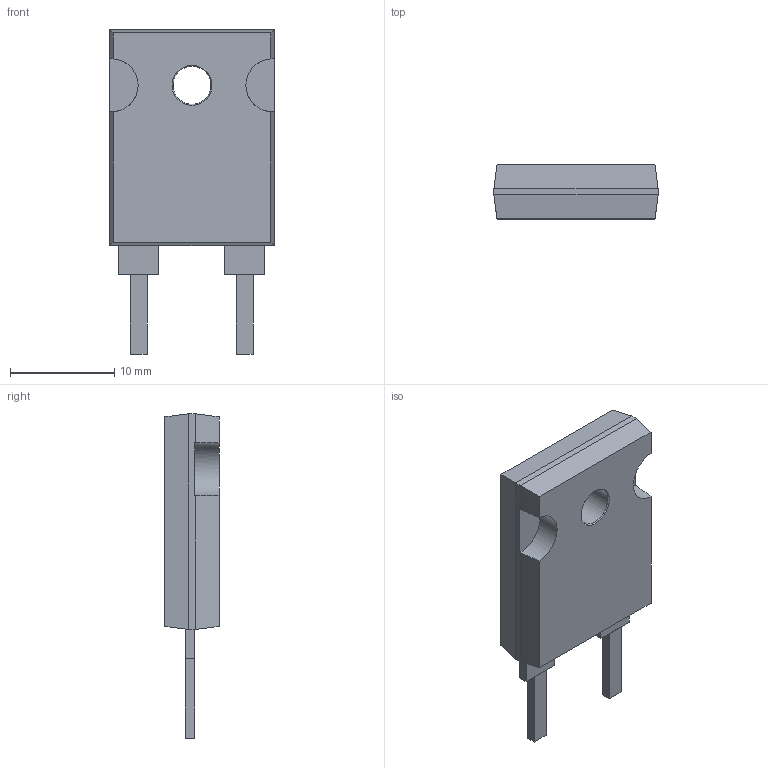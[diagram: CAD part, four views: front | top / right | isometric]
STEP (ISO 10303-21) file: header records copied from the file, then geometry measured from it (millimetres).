
FILE_DESCRIPTION((''),'2;1');
FILE_NAME('CADDOCK_MP9100_V.stp','2010-09-22T10:09:44',(''),(''),'Mechanical Desktop 2010','Mechanical Desktop 2010',', , ');
FILE_SCHEMA(('AUTOMOTIVE_DESIGN { 1 2 10303 214 1 1 1 1 }'));
Length unit declared in the file: millimetre
Products named in the file (1): Product
Bounding box: 15.75 x 5.21 x 31.13 mm (x, y, z)
Volume: 1589 mm3; surface area: 1564 mm2
Topology: 6 solids, 6 shells, 59 faces, 128 edges, 82 vertices
Faces by surface type: plane 47, bspline 6, cylinder 4, cone 2
Entity records: 1627 total; most frequent: CARTESIAN_POINT 288, ORIENTED_EDGE 256, DIRECTION 250, EDGE_CURVE 128, VECTOR 114, LINE 114, VERTEX_POINT 82, AXIS2_PLACEMENT_3D 68
